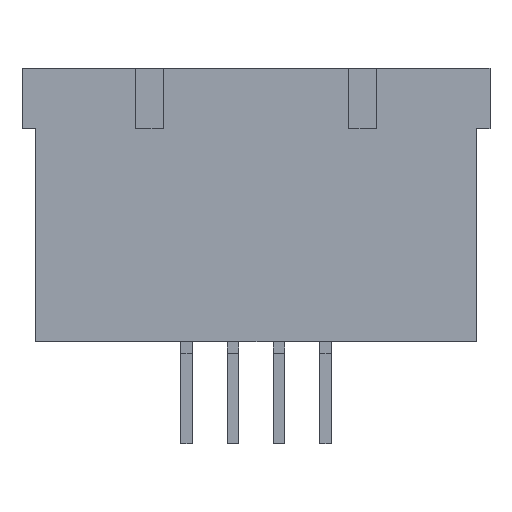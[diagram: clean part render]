
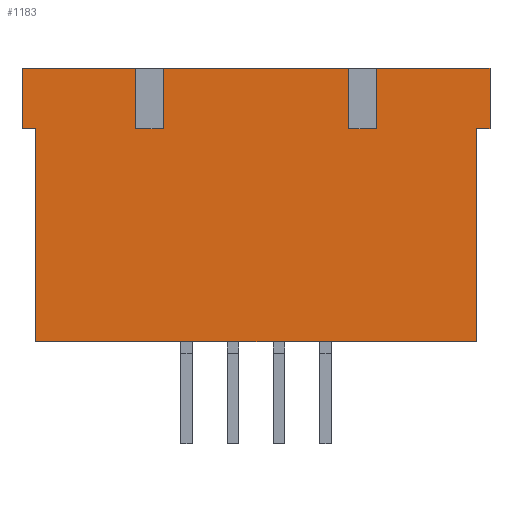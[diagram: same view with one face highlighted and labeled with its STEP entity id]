
A CAD part, front view. The second image highlights one B-rep face of the part: STEP entity #1183.
In plain terms, the highlighted planar face has unit normal (0, -1, 0).
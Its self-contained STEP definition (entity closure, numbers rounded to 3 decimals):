
#42=FACE_OUTER_BOUND('',#102,.T.);
#102=EDGE_LOOP('',(#865,#866,#867,#868,#869,#870,#871,#872,#873,#874,#875,
#876,#877,#878,#879,#880));
#187=LINE('',#1676,#351);
#191=LINE('',#1683,#355);
#194=LINE('',#1690,#358);
#198=LINE('',#1699,#362);
#201=LINE('',#1705,#365);
#205=LINE('',#1712,#369);
#215=LINE('',#1732,#379);
#217=LINE('',#1736,#381);
#218=LINE('',#1738,#382);
#219=LINE('',#1740,#383);
#220=LINE('',#1742,#384);
#221=LINE('',#1744,#385);
#222=LINE('',#1746,#386);
#223=LINE('',#1748,#387);
#224=LINE('',#1749,#388);
#225=LINE('',#1750,#389);
#351=VECTOR('',#1372,1.3);
#355=VECTOR('',#1378,0.6);
#358=VECTOR('',#1383,1.3);
#362=VECTOR('',#1389,0.3);
#365=VECTOR('',#1394,1.3);
#369=VECTOR('',#1400,4.6);
#379=VECTOR('',#1416,4.);
#381=VECTOR('',#1420,9.5);
#382=VECTOR('',#1421,4.6);
#383=VECTOR('',#1422,0.3);
#384=VECTOR('',#1423,1.3);
#385=VECTOR('',#1424,2.45);
#386=VECTOR('',#1425,1.3);
#387=VECTOR('',#1426,0.6);
#388=VECTOR('',#1427,1.3);
#389=VECTOR('',#1428,2.45);
#499=VERTEX_POINT('',#1673);
#500=VERTEX_POINT('',#1675);
#502=VERTEX_POINT('',#1681);
#505=VERTEX_POINT('',#1688);
#507=VERTEX_POINT('',#1695);
#509=VERTEX_POINT('',#1698);
#511=VERTEX_POINT('',#1704);
#513=VERTEX_POINT('',#1710);
#520=VERTEX_POINT('',#1731);
#521=VERTEX_POINT('',#1735);
#522=VERTEX_POINT('',#1737);
#523=VERTEX_POINT('',#1739);
#524=VERTEX_POINT('',#1741);
#525=VERTEX_POINT('',#1743);
#526=VERTEX_POINT('',#1745);
#527=VERTEX_POINT('',#1747);
#621=EDGE_CURVE('',#499,#500,#187,.T.);
#625=EDGE_CURVE('',#502,#499,#191,.T.);
#628=EDGE_CURVE('',#505,#502,#194,.T.);
#632=EDGE_CURVE('',#509,#507,#198,.T.);
#635=EDGE_CURVE('',#509,#511,#201,.T.);
#639=EDGE_CURVE('',#513,#507,#205,.T.);
#649=EDGE_CURVE('',#500,#520,#215,.T.);
#651=EDGE_CURVE('',#513,#521,#217,.T.);
#652=EDGE_CURVE('',#521,#522,#218,.T.);
#653=EDGE_CURVE('',#523,#522,#219,.T.);
#654=EDGE_CURVE('',#523,#524,#220,.T.);
#655=EDGE_CURVE('',#525,#524,#221,.T.);
#656=EDGE_CURVE('',#525,#526,#222,.T.);
#657=EDGE_CURVE('',#526,#527,#223,.T.);
#658=EDGE_CURVE('',#527,#520,#224,.T.);
#659=EDGE_CURVE('',#505,#511,#225,.T.);
#865=ORIENTED_EDGE('',*,*,#651,.T.);
#866=ORIENTED_EDGE('',*,*,#652,.T.);
#867=ORIENTED_EDGE('',*,*,#653,.F.);
#868=ORIENTED_EDGE('',*,*,#654,.T.);
#869=ORIENTED_EDGE('',*,*,#655,.F.);
#870=ORIENTED_EDGE('',*,*,#656,.T.);
#871=ORIENTED_EDGE('',*,*,#657,.T.);
#872=ORIENTED_EDGE('',*,*,#658,.T.);
#873=ORIENTED_EDGE('',*,*,#649,.F.);
#874=ORIENTED_EDGE('',*,*,#621,.F.);
#875=ORIENTED_EDGE('',*,*,#625,.F.);
#876=ORIENTED_EDGE('',*,*,#628,.F.);
#877=ORIENTED_EDGE('',*,*,#659,.T.);
#878=ORIENTED_EDGE('',*,*,#635,.F.);
#879=ORIENTED_EDGE('',*,*,#632,.T.);
#880=ORIENTED_EDGE('',*,*,#639,.F.);
#1088=PLANE('',#1245);
#1183=ADVANCED_FACE('',(#42),#1088,.T.);
#1245=AXIS2_PLACEMENT_3D('',#1734,#1418,#1419);
#1372=DIRECTION('',(0.,0.,1.));
#1378=DIRECTION('',(1.,0.,0.));
#1383=DIRECTION('',(0.,0.,-1.));
#1389=DIRECTION('',(1.,0.,0.));
#1394=DIRECTION('',(0.,0.,1.));
#1400=DIRECTION('',(0.,0.,1.));
#1416=DIRECTION('',(1.,0.,0.));
#1418=DIRECTION('center_axis',(0.,-1.,0.));
#1419=DIRECTION('ref_axis',(1.,0.,0.));
#1420=DIRECTION('',(1.,0.,0.));
#1421=DIRECTION('',(0.,0.,1.));
#1422=DIRECTION('',(-1.,0.,0.));
#1423=DIRECTION('',(0.,0.,1.));
#1424=DIRECTION('',(1.,0.,0.));
#1425=DIRECTION('',(0.,0.,-1.));
#1426=DIRECTION('',(-1.,0.,0.));
#1427=DIRECTION('',(0.,0.,1.));
#1428=DIRECTION('',(-1.,0.,0.));
#1673=CARTESIAN_POINT('',(10.75,0.,4.6));
#1675=CARTESIAN_POINT('',(10.75,0.,5.9));
#1676=CARTESIAN_POINT('',(10.75,0.,2.95));
#1681=CARTESIAN_POINT('',(10.15,0.,4.6));
#1683=CARTESIAN_POINT('',(21.125,0.,4.6));
#1688=CARTESIAN_POINT('',(10.15,0.,5.9));
#1690=CARTESIAN_POINT('',(10.15,0.,2.95));
#1695=CARTESIAN_POINT('',(8.,0.,4.6));
#1698=CARTESIAN_POINT('',(7.7,0.,4.6));
#1699=CARTESIAN_POINT('',(7.7,0.,4.6));
#1704=CARTESIAN_POINT('',(7.7,0.,5.9));
#1705=CARTESIAN_POINT('',(7.7,0.,4.6));
#1710=CARTESIAN_POINT('',(8.,0.,0.));
#1712=CARTESIAN_POINT('',(8.,0.,0.));
#1731=CARTESIAN_POINT('',(14.75,0.,5.9));
#1732=CARTESIAN_POINT('',(17.8,0.,5.9));
#1734=CARTESIAN_POINT('Origin',(0.,0.,0.));
#1735=CARTESIAN_POINT('',(17.5,0.,0.));
#1736=CARTESIAN_POINT('',(0.,0.,0.));
#1737=CARTESIAN_POINT('',(17.5,0.,4.6));
#1738=CARTESIAN_POINT('',(17.5,0.,0.));
#1739=CARTESIAN_POINT('',(17.8,0.,4.6));
#1740=CARTESIAN_POINT('',(17.8,0.,4.6));
#1741=CARTESIAN_POINT('',(17.8,0.,5.9));
#1742=CARTESIAN_POINT('',(17.8,0.,4.6));
#1743=CARTESIAN_POINT('',(15.35,0.,5.9));
#1744=CARTESIAN_POINT('',(17.8,0.,5.9));
#1745=CARTESIAN_POINT('',(15.35,0.,4.6));
#1746=CARTESIAN_POINT('',(15.35,0.,2.95));
#1747=CARTESIAN_POINT('',(14.75,0.,4.6));
#1748=CARTESIAN_POINT('',(4.375,0.,4.6));
#1749=CARTESIAN_POINT('',(14.75,0.,2.95));
#1750=CARTESIAN_POINT('',(7.7,0.,5.9));
